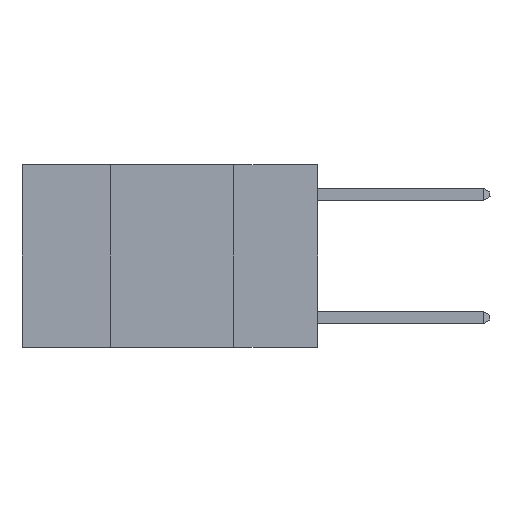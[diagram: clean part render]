
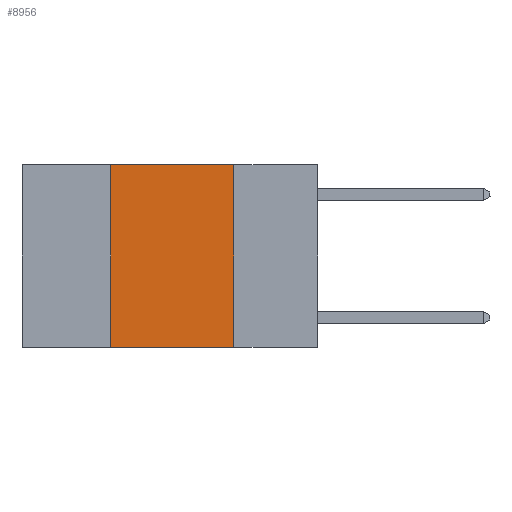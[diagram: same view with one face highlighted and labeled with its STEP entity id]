
A CAD part, left-side view. The second image highlights one B-rep face of the part: STEP entity #8956.
In plain terms, the highlighted planar face has unit normal (-1, 0, 0).
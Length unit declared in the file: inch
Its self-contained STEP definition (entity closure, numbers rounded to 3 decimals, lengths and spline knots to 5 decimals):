
#152 = VECTOR ( 'NONE', #9114, 39.37008 ) ;
#186 = VECTOR ( 'NONE', #6875, 39.37008 ) ;
#223 = DIRECTION ( 'NONE',  ( 0., 0., -1. ) ) ;
#683 = VECTOR ( 'NONE', #10451, 39.37008 ) ;
#690 = CARTESIAN_POINT ( 'NONE',  ( 0., 0.17, 0. ) ) ;
#1467 = CARTESIAN_POINT ( 'NONE',  ( 0., 0.17, 0. ) ) ;
#1575 = EDGE_CURVE ( 'NONE', #5042, #3056, #9055, .T. ) ;
#3056 = VERTEX_POINT ( 'NONE', #690 ) ;
#4082 = VECTOR ( 'NONE', #4537, 39.37008 ) ;
#4245 = CARTESIAN_POINT ( 'NONE',  ( 0., 0.6, 0. ) ) ;
#4537 = DIRECTION ( 'NONE',  ( 0., -1., 0. ) ) ;
#4594 = EDGE_LOOP ( 'NONE', ( #8291, #8392, #9017, #9044 ) ) ;
#5042 = VERTEX_POINT ( 'NONE', #8537 ) ;
#5923 = CARTESIAN_POINT ( 'NONE',  ( 0., 0.6, -0.37 ) ) ;
#5956 = CARTESIAN_POINT ( 'NONE',  ( 0., 0.42, 0. ) ) ;
#5965 = LINE ( 'NONE', #5923, #683 ) ;
#6163 = DIRECTION ( 'NONE',  ( 1., 0., 0. ) ) ;
#6477 = EDGE_CURVE ( 'NONE', #8555, #10341, #5965, .T. ) ;
#6875 = DIRECTION ( 'NONE',  ( 0., 0., 1. ) ) ;
#7119 = EDGE_CURVE ( 'NONE', #8555, #5042, #12084, .T. ) ;
#7366 = CARTESIAN_POINT ( 'NONE',  ( 0., 0.6, 0. ) ) ;
#7906 = AXIS2_PLACEMENT_3D ( 'NONE', #4245, #6163, #223 ) ;
#8142 = CARTESIAN_POINT ( 'NONE',  ( 0., 0.17, -0.37 ) ) ;
#8291 = ORIENTED_EDGE ( 'NONE', *, *, #8337, .F. ) ;
#8337 = EDGE_CURVE ( 'NONE', #3056, #10341, #10316, .T. ) ;
#8392 = ORIENTED_EDGE ( 'NONE', *, *, #1575, .F. ) ;
#8537 = CARTESIAN_POINT ( 'NONE',  ( 0., 0.42, 0. ) ) ;
#8555 = VERTEX_POINT ( 'NONE', #11120 ) ;
#8956 = ADVANCED_FACE ( 'NONE', ( #9629 ), #11521, .F. ) ;
#9017 = ORIENTED_EDGE ( 'NONE', *, *, #7119, .F. ) ;
#9044 = ORIENTED_EDGE ( 'NONE', *, *, #6477, .T. ) ;
#9055 = LINE ( 'NONE', #7366, #4082 ) ;
#9114 = DIRECTION ( 'NONE',  ( 0., 0., -1. ) ) ;
#9629 = FACE_OUTER_BOUND ( 'NONE', #4594, .T. ) ;
#10316 = LINE ( 'NONE', #1467, #152 ) ;
#10341 = VERTEX_POINT ( 'NONE', #8142 ) ;
#10451 = DIRECTION ( 'NONE',  ( 0., -1., 0. ) ) ;
#11120 = CARTESIAN_POINT ( 'NONE',  ( 0., 0.42, -0.37 ) ) ;
#11521 = PLANE ( 'NONE',  #7906 ) ;
#12084 = LINE ( 'NONE', #5956, #186 ) ;
